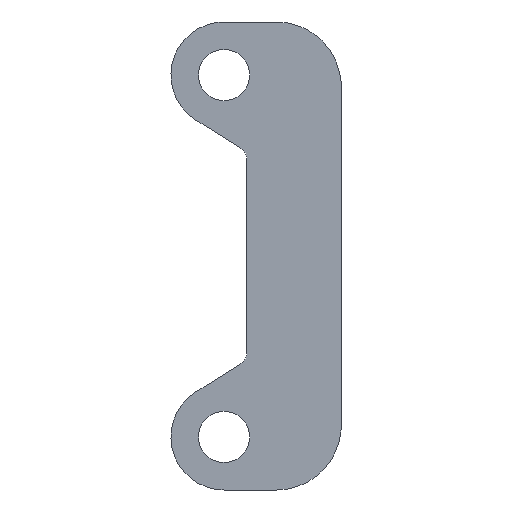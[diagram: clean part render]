
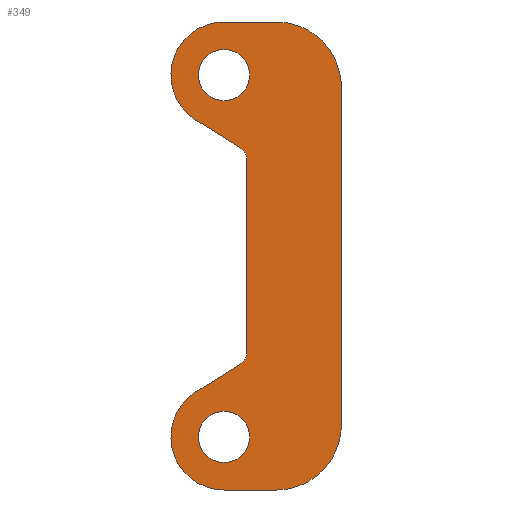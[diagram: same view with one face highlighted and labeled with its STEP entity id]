
A CAD part, front view. The second image highlights one B-rep face of the part: STEP entity #349.
In plain terms, the highlighted planar face has unit normal (0, -1, 0).
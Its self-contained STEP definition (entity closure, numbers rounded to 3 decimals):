
#15=FACE_BOUND('',#64,.T.);
#16=FACE_BOUND('',#65,.T.);
#27=PLANE('',#397);
#45=FACE_OUTER_BOUND('',#63,.T.);
#63=EDGE_LOOP('',(#293,#294,#295,#296,#297,#298,#299,#300,#301,#302,#303,
#304,#305,#306));
#64=EDGE_LOOP('',(#307));
#65=EDGE_LOOP('',(#308));
#73=LINE('',#521,#105);
#77=LINE('',#533,#109);
#80=LINE('',#539,#112);
#83=LINE('',#545,#115);
#87=LINE('',#557,#119);
#91=LINE('',#569,#123);
#95=LINE('',#581,#127);
#99=LINE('',#593,#131);
#105=VECTOR('',#419,10.);
#109=VECTOR('',#431,10.);
#112=VECTOR('',#436,10.);
#115=VECTOR('',#441,10.);
#119=VECTOR('',#453,10.);
#123=VECTOR('',#465,10.);
#127=VECTOR('',#477,10.);
#131=VECTOR('',#489,10.);
#133=CIRCLE('',#366,1.);
#135=CIRCLE('',#369,1.);
#138=CIRCLE('',#374,2.529);
#140=CIRCLE('',#380,2.529);
#142=CIRCLE('',#384,2.075);
#144=CIRCLE('',#388,0.515);
#146=CIRCLE('',#392,0.515);
#148=CIRCLE('',#396,2.075);
#149=VERTEX_POINT('',#503);
#151=VERTEX_POINT('',#509);
#155=VERTEX_POINT('',#518);
#156=VERTEX_POINT('',#520);
#158=VERTEX_POINT('',#526);
#160=VERTEX_POINT('',#532);
#162=VERTEX_POINT('',#538);
#164=VERTEX_POINT('',#544);
#166=VERTEX_POINT('',#550);
#168=VERTEX_POINT('',#556);
#170=VERTEX_POINT('',#562);
#172=VERTEX_POINT('',#568);
#174=VERTEX_POINT('',#574);
#176=VERTEX_POINT('',#580);
#178=VERTEX_POINT('',#586);
#180=VERTEX_POINT('',#592);
#181=EDGE_CURVE('',#149,#149,#133,.T.);
#184=EDGE_CURVE('',#151,#151,#135,.T.);
#189=EDGE_CURVE('',#156,#155,#73,.T.);
#192=EDGE_CURVE('',#158,#156,#138,.T.);
#195=EDGE_CURVE('',#160,#158,#77,.T.);
#198=EDGE_CURVE('',#162,#160,#80,.T.);
#201=EDGE_CURVE('',#164,#162,#83,.T.);
#204=EDGE_CURVE('',#166,#164,#140,.T.);
#207=EDGE_CURVE('',#168,#166,#87,.T.);
#210=EDGE_CURVE('',#170,#168,#142,.T.);
#213=EDGE_CURVE('',#172,#170,#91,.T.);
#216=EDGE_CURVE('',#174,#172,#144,.T.);
#219=EDGE_CURVE('',#176,#174,#95,.T.);
#222=EDGE_CURVE('',#178,#176,#146,.T.);
#225=EDGE_CURVE('',#180,#178,#99,.T.);
#228=EDGE_CURVE('',#155,#180,#148,.T.);
#293=ORIENTED_EDGE('',*,*,#228,.T.);
#294=ORIENTED_EDGE('',*,*,#225,.T.);
#295=ORIENTED_EDGE('',*,*,#222,.T.);
#296=ORIENTED_EDGE('',*,*,#219,.T.);
#297=ORIENTED_EDGE('',*,*,#216,.T.);
#298=ORIENTED_EDGE('',*,*,#213,.T.);
#299=ORIENTED_EDGE('',*,*,#210,.T.);
#300=ORIENTED_EDGE('',*,*,#207,.T.);
#301=ORIENTED_EDGE('',*,*,#204,.T.);
#302=ORIENTED_EDGE('',*,*,#201,.T.);
#303=ORIENTED_EDGE('',*,*,#198,.T.);
#304=ORIENTED_EDGE('',*,*,#195,.T.);
#305=ORIENTED_EDGE('',*,*,#192,.T.);
#306=ORIENTED_EDGE('',*,*,#189,.T.);
#307=ORIENTED_EDGE('',*,*,#184,.T.);
#308=ORIENTED_EDGE('',*,*,#181,.T.);
#349=ADVANCED_FACE('',(#45,#15,#16),#27,.T.);
#366=AXIS2_PLACEMENT_3D('',#504,#403,#404);
#369=AXIS2_PLACEMENT_3D('',#510,#410,#411);
#374=AXIS2_PLACEMENT_3D('',#527,#425,#426);
#380=AXIS2_PLACEMENT_3D('',#551,#447,#448);
#384=AXIS2_PLACEMENT_3D('',#563,#459,#460);
#388=AXIS2_PLACEMENT_3D('',#575,#471,#472);
#392=AXIS2_PLACEMENT_3D('',#587,#483,#484);
#396=AXIS2_PLACEMENT_3D('',#597,#495,#496);
#397=AXIS2_PLACEMENT_3D('',#598,#497,#498);
#403=DIRECTION('center_axis',(0.,1.,0.));
#404=DIRECTION('ref_axis',(1.,0.,0.));
#410=DIRECTION('center_axis',(0.,1.,0.));
#411=DIRECTION('ref_axis',(1.,0.,0.));
#419=DIRECTION('',(-1.,0.,0.));
#425=DIRECTION('center_axis',(0.,-1.,0.));
#426=DIRECTION('ref_axis',(0.997,0.,-0.071));
#431=DIRECTION('',(0.,0.,1.));
#436=DIRECTION('',(0.,0.,1.));
#441=DIRECTION('',(0.,0.,1.));
#447=DIRECTION('center_axis',(0.,-1.,0.));
#448=DIRECTION('ref_axis',(0.,0.,-1.));
#453=DIRECTION('',(1.,0.,0.));
#459=DIRECTION('center_axis',(0.,-1.,0.));
#460=DIRECTION('ref_axis',(-0.53,0.,0.848));
#465=DIRECTION('',(-0.848,0.,-0.53));
#471=DIRECTION('center_axis',(0.,1.,0.));
#472=DIRECTION('ref_axis',(0.53,0.,-0.848));
#477=DIRECTION('',(0.,0.,-1.));
#483=DIRECTION('center_axis',(0.,1.,0.));
#484=DIRECTION('ref_axis',(0.998,0.,-0.064));
#489=DIRECTION('',(0.848,0.,-0.53));
#495=DIRECTION('center_axis',(0.,-1.,0.));
#496=DIRECTION('ref_axis',(0.,0.,1.));
#497=DIRECTION('center_axis',(0.,-1.,0.));
#498=DIRECTION('ref_axis',(1.,0.,0.));
#503=CARTESIAN_POINT('',(112.248,-13.,0.295));
#504=CARTESIAN_POINT('Origin',(113.248,-13.,0.295));
#509=CARTESIAN_POINT('',(112.248,-13.,-13.855));
#510=CARTESIAN_POINT('Origin',(113.248,-13.,-13.855));
#518=CARTESIAN_POINT('',(113.249,-13.,2.369));
#520=CARTESIAN_POINT('',(115.301,-13.,2.369));
#521=CARTESIAN_POINT('',(113.249,-13.,2.369));
#526=CARTESIAN_POINT('',(117.823,-13.,0.033));
#527=CARTESIAN_POINT('Origin',(115.301,-13.,-0.16));
#532=CARTESIAN_POINT('',(117.823,-13.,-6.78));
#533=CARTESIAN_POINT('',(117.823,-13.,-17.03));
#538=CARTESIAN_POINT('',(117.823,-13.,-6.781));
#539=CARTESIAN_POINT('',(117.824,-13.,-0.341));
#544=CARTESIAN_POINT('',(117.823,-13.,-13.582));
#545=CARTESIAN_POINT('',(117.823,-13.,-17.03));
#550=CARTESIAN_POINT('',(115.3,-13.,-15.93));
#551=CARTESIAN_POINT('Origin',(115.3,-13.,-13.401));
#556=CARTESIAN_POINT('',(113.248,-13.,-15.93));
#557=CARTESIAN_POINT('',(113.248,-13.,-15.93));
#562=CARTESIAN_POINT('',(112.147,-13.,-12.096));
#563=CARTESIAN_POINT('Origin',(113.248,-13.,-13.855));
#568=CARTESIAN_POINT('',(113.9,-13.,-11.));
#569=CARTESIAN_POINT('',(112.147,-13.,-12.096));
#574=CARTESIAN_POINT('',(114.141,-13.,-10.53));
#575=CARTESIAN_POINT('Origin',(113.627,-13.,-10.564));
#580=CARTESIAN_POINT('',(114.141,-13.,-3.031));
#581=CARTESIAN_POINT('',(114.141,-13.,-3.031));
#586=CARTESIAN_POINT('',(113.901,-13.,-2.561));
#587=CARTESIAN_POINT('Origin',(113.628,-13.,-2.998));
#592=CARTESIAN_POINT('',(112.148,-13.,-1.465));
#593=CARTESIAN_POINT('',(112.148,-13.,-1.465));
#597=CARTESIAN_POINT('Origin',(113.249,-13.,0.294));
#598=CARTESIAN_POINT('Origin',(114.501,-13.,-6.781));
